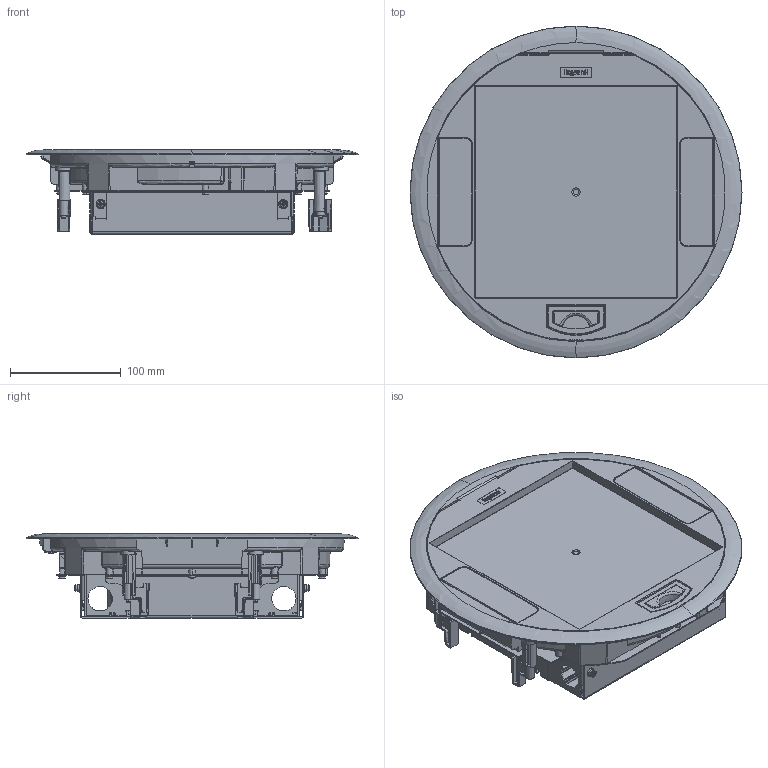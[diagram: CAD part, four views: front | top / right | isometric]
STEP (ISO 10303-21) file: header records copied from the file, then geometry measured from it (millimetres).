
FILE_DESCRIPTION(('CATIA V5 STEP Exchange','CAx-IF Rec.Pracs.--- Model Styling and Organization---1.2---2011-12-15'),'2;1');
FILE_NAME('LG-088127_PW-28940.stp','2016-03-16T12:27:38+00:00',('none'),('none'),'CATIA Version 5-6 Release 2014 SP4','CATIA V5 STEP AP214','none');
FILE_SCHEMA(('AUTOMOTIVE_DESIGN { 1 0 10303 214 1 1 1 1 }'));
Products named in the file (17): A011900_A; Cylindrical Frame 16/20 Mod; Cylindrical Lid 16/20 Mod; Steel-plate_B-Ronde; D000082_A; D004243_A; D0000000; CJ00003_A; D008072_Griffe_B-Ronde; CJ00632_Screw 3x6; Vertical supports Assy; D008367; D008368_A-MOD-02; D008366_Left End Cap; 11617; 1; D008366_Right End Cap
Assembly tree (45 placements, depth 3):
  A011900_A
    Cylindrical Frame 16/20 Mod
    Cylindrical Lid 16/20 Mod
    Steel-plate_B-Ronde
    D000082_A
    D004243_A  x2
    D0000000  x7
    CJ00003_A  x4
    D008072_Griffe_B-Ronde  x4
    CJ00632_Screw 3x6  x8
    Vertical supports Assy
      D008367
      D008368_A-MOD-02  x2
      D008366_Left End Cap  x2
      11617  x4
      1  x4
      D008366_Right End Cap  x2
Bounding box: 300 x 300 x 76 mm (x, y, z)
Volume: 625148.1 mm3; surface area: 704717.5 mm2
Topology: 51 solids, 63 shells, 6317 faces, 16335 edges, 9919 vertices
Faces by surface type: plane 2422, cylinder 1483, bspline 1458, cone 338, torus 293, sphere 276, extrusion 47
Entity records: 162247 total; most frequent: CARTESIAN_POINT 74517, ORIENTED_EDGE 20918, DIRECTION 12603, EDGE_CURVE 10459, VERTEX_POINT 6420, AXIS2_PLACEMENT_3D 5199, VECTOR 4464, LINE 4417
